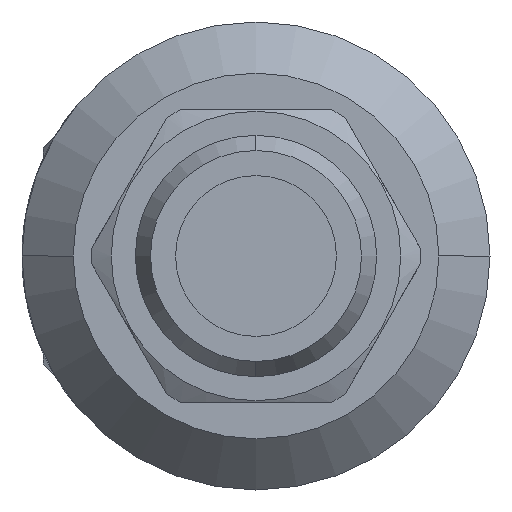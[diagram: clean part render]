
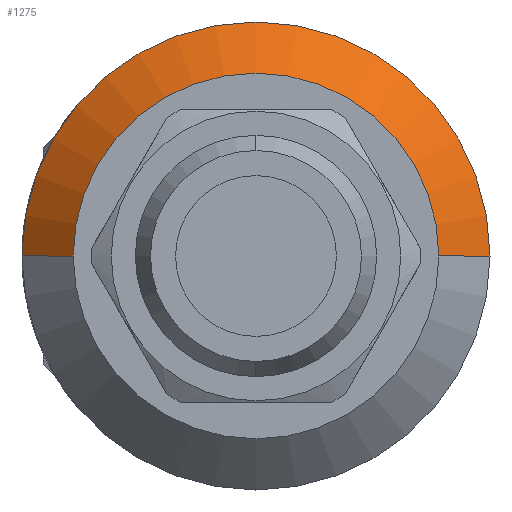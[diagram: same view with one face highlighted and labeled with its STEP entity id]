
A CAD part, left-side view. The second image highlights one B-rep face of the part: STEP entity #1275.
In plain terms, the highlighted conical face has half-angle 45 degrees and reference radius 12.5 mm.
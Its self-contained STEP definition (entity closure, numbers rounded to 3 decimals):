
#177 = ORIENTED_EDGE ( 'NONE', *, *, #2146, .F. ) ;
#209 = ORIENTED_EDGE ( 'NONE', *, *, #2151, .F. ) ;
#227 = EDGE_LOOP ( 'NONE', ( #209, #230, #233, #177 ) ) ;
#230 = ORIENTED_EDGE ( 'NONE', *, *, #2152, .T. ) ;
#233 = ORIENTED_EDGE ( 'NONE', *, *, #2150, .T. ) ;
#306 = CARTESIAN_POINT ( 'NONE',  ( -54., 0., 0. ) ) ;
#307 = DIRECTION ( 'NONE',  ( 1., 0., 0. ) ) ;
#308 = DIRECTION ( 'NONE',  ( 0., 1., 0. ) ) ;
#388 = CARTESIAN_POINT ( 'NONE',  ( -50.5, 16., 0. ) ) ;
#395 = CARTESIAN_POINT ( 'NONE',  ( -54., -12.5, 0. ) ) ;
#405 = CARTESIAN_POINT ( 'NONE',  ( -54., 12.5, 0. ) ) ;
#411 = CARTESIAN_POINT ( 'NONE',  ( -50.5, -16., 0. ) ) ;
#555 = CARTESIAN_POINT ( 'NONE',  ( -54., 12.5, 0. ) ) ;
#556 = DIRECTION ( 'NONE',  ( 0.707, 0.707, 0. ) ) ;
#587 = CARTESIAN_POINT ( 'NONE',  ( -50.5, 0., 0. ) ) ;
#588 = DIRECTION ( 'NONE',  ( -1., 0., 0. ) ) ;
#589 = DIRECTION ( 'NONE',  ( 0., -1., 0. ) ) ;
#590 = CARTESIAN_POINT ( 'NONE',  ( -54., 0., 0. ) ) ;
#591 = DIRECTION ( 'NONE',  ( -1., 0., 0. ) ) ;
#592 = DIRECTION ( 'NONE',  ( 0., -1., 0. ) ) ;
#593 = CARTESIAN_POINT ( 'NONE',  ( -54., -12.5, 0. ) ) ;
#594 = DIRECTION ( 'NONE',  ( 0.707, -0.707, 0. ) ) ;
#959 = FACE_OUTER_BOUND ( 'NONE', #227, .T. ) ;
#997 = LINE ( 'NONE', #555, #1222 ) ;
#1000 = LINE ( 'NONE', #593, #1231 ) ;
#1222 = VECTOR ( 'NONE', #556, 1000. ) ;
#1224 = CIRCLE ( 'NONE', #1226, 16. ) ;
#1226 = AXIS2_PLACEMENT_3D ( 'NONE', #587, #588, #589 ) ;
#1227 = CIRCLE ( 'NONE', #1228, 12.5 ) ;
#1228 = AXIS2_PLACEMENT_3D ( 'NONE', #590, #591, #592 ) ;
#1231 = VECTOR ( 'NONE', #594, 1000. ) ;
#1275 = ADVANCED_FACE ( 'NONE', ( #959 ), #2138, .T. ) ;
#1371 = VERTEX_POINT ( 'NONE', #388 ) ;
#1378 = VERTEX_POINT ( 'NONE', #395 ) ;
#1393 = VERTEX_POINT ( 'NONE', #405 ) ;
#1399 = VERTEX_POINT ( 'NONE', #411 ) ;
#2130 = AXIS2_PLACEMENT_3D ( 'NONE', #306, #307, #308 ) ;
#2138 = CONICAL_SURFACE ( 'NONE', #2130, 12.5, 0.785 ) ;
#2146 = EDGE_CURVE ( 'NONE', #1393, #1371, #997, .T. ) ;
#2150 = EDGE_CURVE ( 'NONE', #1399, #1371, #1224, .T. ) ;
#2151 = EDGE_CURVE ( 'NONE', #1378, #1393, #1227, .T. ) ;
#2152 = EDGE_CURVE ( 'NONE', #1378, #1399, #1000, .T. ) ;
